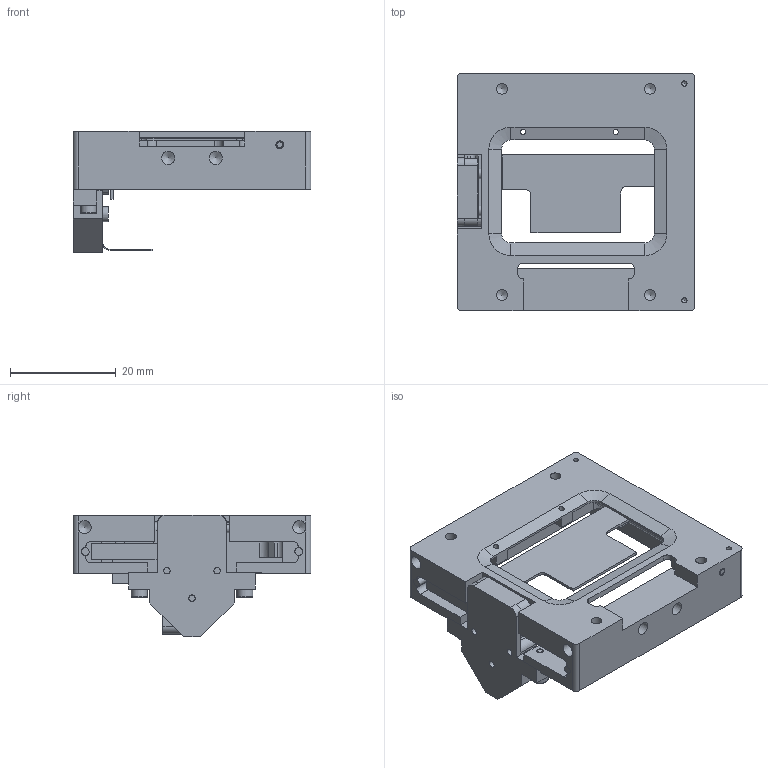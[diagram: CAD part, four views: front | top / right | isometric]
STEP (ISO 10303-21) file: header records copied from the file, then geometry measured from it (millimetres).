
FILE_DESCRIPTION(/* description */ (''),/* implementation_level */ '2;1');
FILE_NAME(/* name */ 'Shutter_assembly.stp',/* time_stamp */ '2019-09-08T03:39:10+02:00',/* author */ (''),/* organization */ ('Xeryon'),/* preprocessor_version */ 'ST-DEVELOPER v16',/* originating_system */ 'SIEMENS PLM Software NX 10.0',/* authorisation */ '');
FILE_SCHEMA (('AUTOMOTIVE_DESIGN { 1 0 10303 214 3 1 1 1 }'));
Bounding box: 45 x 45 x 23.01 mm (x, y, z)
Volume: 9014.5 mm3; surface area: 11495.6 mm2
Topology: 25 solids, 25 shells, 465 faces, 1193 edges, 782 vertices
Faces by surface type: plane 245, cylinder 149, cone 60, torus 10, sphere 1
Full cylindrical faces by diameter (mm): 0.75 x2, 0.8 x4, 1 x6, 1.2 x8, 1.25 x5, 1.5 x5, 1.6 x5, 1.8 x2, 2 x6, 2.05 x4, 2.5 x12, 2.85 x3, 3 x3, 4.8 x2
Entity records: 12759 total; most frequent: CRTPNT 2218, DRCTN 2136, ORNEDG 1924, EDGCRV 962, A2PL3D 746, VRTPNT 706, LINE 644, VECTOR 644
